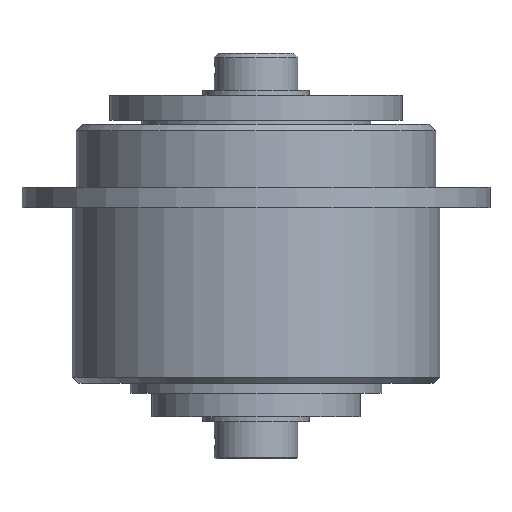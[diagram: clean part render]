
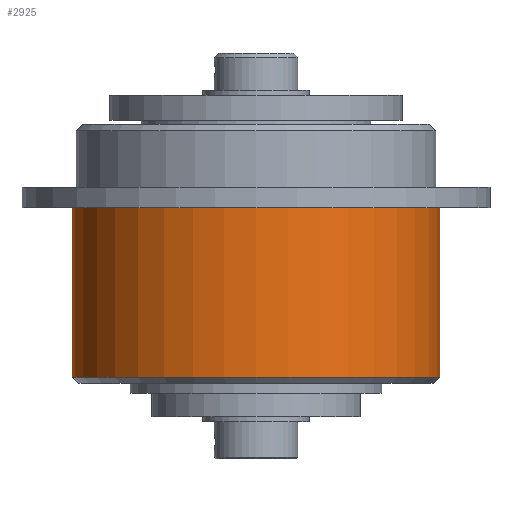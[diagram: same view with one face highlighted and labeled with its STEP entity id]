
A CAD part, front view. The second image highlights one B-rep face of the part: STEP entity #2925.
In plain terms, the highlighted cylindrical face has radius 44 mm (diameter 88 mm), a partial arc.
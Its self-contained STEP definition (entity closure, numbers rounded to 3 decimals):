
#106 = EDGE_CURVE ( 'NONE', #2690, #314, #1130, .T. ) ;
#206 = EDGE_CURVE ( 'NONE', #2690, #1914, #2134, .T. ) ;
#314 = VERTEX_POINT ( 'NONE', #1455 ) ;
#528 = ORIENTED_EDGE ( 'NONE', *, *, #1043, .F. ) ;
#541 = CIRCLE ( 'NONE', #3109, 44. ) ;
#559 = FACE_OUTER_BOUND ( 'NONE', #1499, .T. ) ;
#706 = CARTESIAN_POINT ( 'NONE',  ( 44., 0., 19.5 ) ) ;
#1042 = CARTESIAN_POINT ( 'NONE',  ( 44., 0., 60. ) ) ;
#1043 = EDGE_CURVE ( 'NONE', #1914, #2305, #1248, .T. ) ;
#1094 = CARTESIAN_POINT ( 'NONE',  ( 44., 0., 60. ) ) ;
#1130 = LINE ( 'NONE', #2846, #3011 ) ;
#1237 = CARTESIAN_POINT ( 'NONE',  ( 0., 0., 19.5 ) ) ;
#1248 = LINE ( 'NONE', #1094, #3130 ) ;
#1394 = CARTESIAN_POINT ( 'NONE',  ( 0., 0., 60. ) ) ;
#1455 = CARTESIAN_POINT ( 'NONE',  ( -44., 0., 19.5 ) ) ;
#1480 = DIRECTION ( 'NONE',  ( 1., 0., 0. ) ) ;
#1499 = EDGE_LOOP ( 'NONE', ( #528, #2518, #1639, #2943 ) ) ;
#1595 = DIRECTION ( 'NONE',  ( 0., 0., -1. ) ) ;
#1639 = ORIENTED_EDGE ( 'NONE', *, *, #106, .T. ) ;
#1791 = CYLINDRICAL_SURFACE ( 'NONE', #2548, 44. ) ;
#1815 = EDGE_CURVE ( 'NONE', #314, #2305, #541, .T. ) ;
#1847 = DIRECTION ( 'NONE',  ( 0., 0., -1. ) ) ;
#1867 = DIRECTION ( 'NONE',  ( 1., 0., 0. ) ) ;
#1897 = DIRECTION ( 'NONE',  ( 0., 0., -1. ) ) ;
#1914 = VERTEX_POINT ( 'NONE', #1042 ) ;
#2134 = CIRCLE ( 'NONE', #2258, 44. ) ;
#2258 = AXIS2_PLACEMENT_3D ( 'NONE', #2857, #2801, #1867 ) ;
#2305 = VERTEX_POINT ( 'NONE', #706 ) ;
#2503 = CARTESIAN_POINT ( 'NONE',  ( -44., 0., 60. ) ) ;
#2518 = ORIENTED_EDGE ( 'NONE', *, *, #206, .F. ) ;
#2548 = AXIS2_PLACEMENT_3D ( 'NONE', #1394, #1897, #2624 ) ;
#2624 = DIRECTION ( 'NONE',  ( -1., 0., 0. ) ) ;
#2690 = VERTEX_POINT ( 'NONE', #2503 ) ;
#2801 = DIRECTION ( 'NONE',  ( 0., 0., 1. ) ) ;
#2846 = CARTESIAN_POINT ( 'NONE',  ( -44., 0., 60. ) ) ;
#2857 = CARTESIAN_POINT ( 'NONE',  ( 0., 0., 60. ) ) ;
#2925 = ADVANCED_FACE ( 'NONE', ( #559 ), #1791, .T. ) ;
#2943 = ORIENTED_EDGE ( 'NONE', *, *, #1815, .T. ) ;
#2952 = DIRECTION ( 'NONE',  ( 0., 0., 1. ) ) ;
#3011 = VECTOR ( 'NONE', #1847, 1000. ) ;
#3109 = AXIS2_PLACEMENT_3D ( 'NONE', #1237, #2952, #1480 ) ;
#3130 = VECTOR ( 'NONE', #1595, 1000. ) ;
